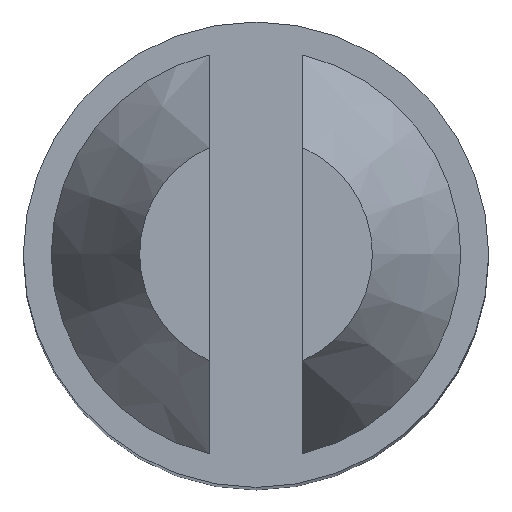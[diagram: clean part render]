
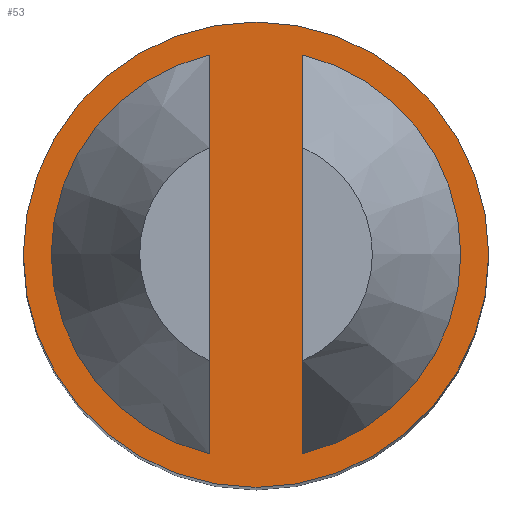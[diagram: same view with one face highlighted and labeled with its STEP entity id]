
A CAD part, top view. The second image highlights one B-rep face of the part: STEP entity #53.
In plain terms, the highlighted planar face has unit normal (0, 0, 1).
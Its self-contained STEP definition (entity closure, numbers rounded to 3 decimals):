
#53 = ADVANCED_FACE( '', ( #118, #119, #120 ), #121, .F. );
#118 = FACE_BOUND( '', #193, .T. );
#119 = FACE_BOUND( '', #194, .T. );
#120 = FACE_OUTER_BOUND( '', #195, .T. );
#121 = PLANE( '', #196 );
#193 = EDGE_LOOP( '', ( #279, #280 ) );
#194 = EDGE_LOOP( '', ( #281, #282 ) );
#195 = EDGE_LOOP( '', ( #283 ) );
#196 = AXIS2_PLACEMENT_3D( '', #284, #285, #286 );
#279 = ORIENTED_EDGE( '', *, *, #438, .T. );
#280 = ORIENTED_EDGE( '', *, *, #439, .T. );
#281 = ORIENTED_EDGE( '', *, *, #436, .T. );
#282 = ORIENTED_EDGE( '', *, *, #440, .F. );
#283 = ORIENTED_EDGE( '', *, *, #441, .F. );
#284 = CARTESIAN_POINT( '', ( -2., 0., 7.95 ) );
#285 = DIRECTION( '', ( 0., 0., -1. ) );
#286 = DIRECTION( '', ( -1., 0., 0. ) );
#436 = EDGE_CURVE( '', #508, #512, #514, .T. );
#438 = EDGE_CURVE( '', #516, #517, #518, .T. );
#439 = EDGE_CURVE( '', #517, #516, #519, .T. );
#440 = EDGE_CURVE( '', #508, #512, #520, .T. );
#441 = EDGE_CURVE( '', #521, #521, #522, .T. );
#508 = VERTEX_POINT( '', #618 );
#512 = VERTEX_POINT( '', #623 );
#514 = CIRCLE( '', #626, 2. );
#516 = VERTEX_POINT( '', #628 );
#517 = VERTEX_POINT( '', #629 );
#518 = LINE( '', #630, #631 );
#519 = CIRCLE( '', #632, 2. );
#520 = LINE( '', #633, #634 );
#521 = VERTEX_POINT( '', #635 );
#522 = CIRCLE( '', #636, 2.5 );
#618 = CARTESIAN_POINT( '', ( -0.5, -1.936, 7.95 ) );
#623 = CARTESIAN_POINT( '', ( -0.5, 1.936, 7.95 ) );
#626 = AXIS2_PLACEMENT_3D( '', #761, #762, #763 );
#628 = CARTESIAN_POINT( '', ( 0.5, -1.936, 7.95 ) );
#629 = CARTESIAN_POINT( '', ( 0.5, 1.936, 7.95 ) );
#630 = CARTESIAN_POINT( '', ( 0.5, -2.5, 7.95 ) );
#631 = VECTOR( '', #764, 1000. );
#632 = AXIS2_PLACEMENT_3D( '', #765, #766, #767 );
#633 = CARTESIAN_POINT( '', ( -0.5, -2.5, 7.95 ) );
#634 = VECTOR( '', #768, 1000. );
#635 = CARTESIAN_POINT( '', ( -2.5, 0., 7.95 ) );
#636 = AXIS2_PLACEMENT_3D( '', #769, #770, #771 );
#761 = CARTESIAN_POINT( '', ( 0., 0., 7.95 ) );
#762 = DIRECTION( '', ( 0., 0., -1. ) );
#763 = DIRECTION( '', ( -1., 0., 0. ) );
#764 = DIRECTION( '', ( 0., 1., 0. ) );
#765 = CARTESIAN_POINT( '', ( 0., 0., 7.95 ) );
#766 = DIRECTION( '', ( 0., 0., -1. ) );
#767 = DIRECTION( '', ( -1., 0., 0. ) );
#768 = DIRECTION( '', ( 0., 1., 0. ) );
#769 = CARTESIAN_POINT( '', ( 0., 0., 7.95 ) );
#770 = DIRECTION( '', ( 0., 0., -1. ) );
#771 = DIRECTION( '', ( -1., 0., 0. ) );
